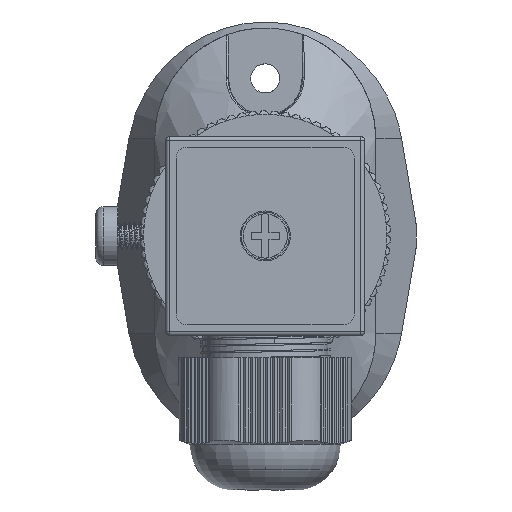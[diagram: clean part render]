
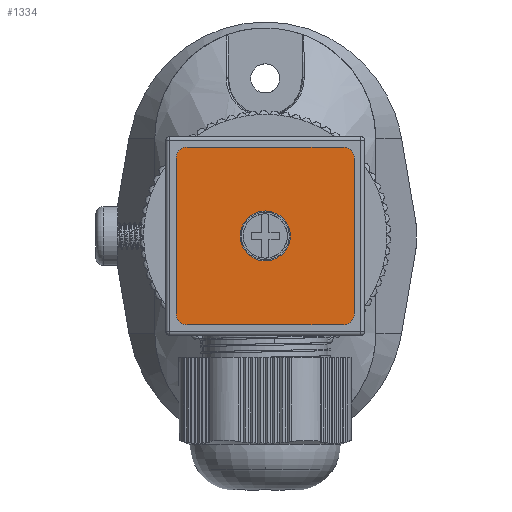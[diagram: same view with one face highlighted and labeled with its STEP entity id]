
A CAD part, left-side view. The second image highlights one B-rep face of the part: STEP entity #1334.
In plain terms, the highlighted face is planar.
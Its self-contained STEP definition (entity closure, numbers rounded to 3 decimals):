
#1334=ADVANCED_FACE('',(#5148,#5150),#5152,.T.);
#5148=FACE_BOUND('',#5149,.T.);
#5149=EDGE_LOOP('',(#44908,#44909,#44910,#44911,#44912,#44913,#44914,#44915));
#5150=FACE_BOUND('',#5151,.T.);
#5151=EDGE_LOOP('',(#44916));
#5152=PLANE('',#5153);
#5153=AXIS2_PLACEMENT_3D('',#5154,#5155,#5156);
#5154=CARTESIAN_POINT('',(0.,0.,30.));
#5155=DIRECTION('',(0.,0.,1.));
#5156=DIRECTION('',(-1.,0.,0.));
#44908=ORIENTED_EDGE('',*,*,#51220,.T.);
#44909=ORIENTED_EDGE('',*,*,#51221,.T.);
#44910=ORIENTED_EDGE('',*,*,#51222,.T.);
#44911=ORIENTED_EDGE('',*,*,#51223,.T.);
#44912=ORIENTED_EDGE('',*,*,#51224,.T.);
#44913=ORIENTED_EDGE('',*,*,#51225,.T.);
#44914=ORIENTED_EDGE('',*,*,#51226,.T.);
#44915=ORIENTED_EDGE('',*,*,#51227,.T.);
#44916=ORIENTED_EDGE('',*,*,#51216,.T.);
#51216=EDGE_CURVE('',#54195,#54195,#54196,.F.);
#51220=EDGE_CURVE('',#54203,#54204,#54205,.T.);
#51221=EDGE_CURVE('',#54204,#54206,#54207,.T.);
#51222=EDGE_CURVE('',#54206,#54208,#54209,.T.);
#51223=EDGE_CURVE('',#54208,#54210,#54211,.T.);
#51224=EDGE_CURVE('',#54210,#54212,#54213,.T.);
#51225=EDGE_CURVE('',#54212,#54214,#54215,.T.);
#51226=EDGE_CURVE('',#54214,#54216,#54217,.T.);
#51227=EDGE_CURVE('',#54216,#54203,#54218,.T.);
#54195=VERTEX_POINT('',#63591);
#54196=CIRCLE('',#63592,3.4);
#54203=VERTEX_POINT('',#63611);
#54204=VERTEX_POINT('',#63612);
#54205=CIRCLE('',#63613,1.5);
#54206=VERTEX_POINT('',#63617);
#54207=LINE('',#63618,#63619);
#54208=VERTEX_POINT('',#63621);
#54209=CIRCLE('',#63622,1.5);
#54210=VERTEX_POINT('',#63626);
#54211=LINE('',#63627,#63628);
#54212=VERTEX_POINT('',#63630);
#54213=CIRCLE('',#63631,1.5);
#54214=VERTEX_POINT('',#63635);
#54215=LINE('',#63636,#63637);
#54216=VERTEX_POINT('',#63639);
#54217=CIRCLE('',#63640,1.5);
#54218=LINE('',#63644,#63645);
#63591=CARTESIAN_POINT('',(3.4,0.,30.));
#63592=AXIS2_PLACEMENT_3D('',#63593,#63594,#63595);
#63593=CARTESIAN_POINT('',(0.,0.,30.));
#63594=DIRECTION('',(0.,0.,1.));
#63595=DIRECTION('',(1.,0.,-0.));
#63611=CARTESIAN_POINT('',(-12.08,-10.58,30.));
#63612=CARTESIAN_POINT('',(-10.58,-12.08,30.));
#63613=AXIS2_PLACEMENT_3D('',#63614,#63615,#63616);
#63614=CARTESIAN_POINT('',(-10.58,-10.58,30.));
#63615=DIRECTION('',(0.,0.,1.));
#63616=DIRECTION('',(-1.,0.,0.));
#63617=CARTESIAN_POINT('',(10.58,-12.08,30.));
#63618=CARTESIAN_POINT('',(-10.58,-12.08,30.));
#63619=VECTOR('',#63620,1.);
#63620=DIRECTION('',(1.,0.,0.));
#63621=CARTESIAN_POINT('',(12.08,-10.58,30.));
#63622=AXIS2_PLACEMENT_3D('',#63623,#63624,#63625);
#63623=CARTESIAN_POINT('',(10.58,-10.58,30.));
#63624=DIRECTION('',(0.,0.,1.));
#63625=DIRECTION('',(0.,-1.,0.));
#63626=CARTESIAN_POINT('',(12.08,10.58,30.));
#63627=CARTESIAN_POINT('',(12.08,-10.58,30.));
#63628=VECTOR('',#63629,1.);
#63629=DIRECTION('',(0.,1.,0.));
#63630=CARTESIAN_POINT('',(10.58,12.08,30.));
#63631=AXIS2_PLACEMENT_3D('',#63632,#63633,#63634);
#63632=CARTESIAN_POINT('',(10.58,10.58,30.));
#63633=DIRECTION('',(0.,-0.,1.));
#63634=DIRECTION('',(1.,0.,0.));
#63635=CARTESIAN_POINT('',(-10.58,12.08,30.));
#63636=CARTESIAN_POINT('',(10.58,12.08,30.));
#63637=VECTOR('',#63638,1.);
#63638=DIRECTION('',(-1.,0.,0.));
#63639=CARTESIAN_POINT('',(-12.08,10.58,30.));
#63640=AXIS2_PLACEMENT_3D('',#63641,#63642,#63643);
#63641=CARTESIAN_POINT('',(-10.58,10.58,30.));
#63642=DIRECTION('',(0.,-0.,1.));
#63643=DIRECTION('',(0.,1.,0.));
#63644=CARTESIAN_POINT('',(-12.08,10.58,30.));
#63645=VECTOR('',#63646,1.);
#63646=DIRECTION('',(0.,-1.,0.));
